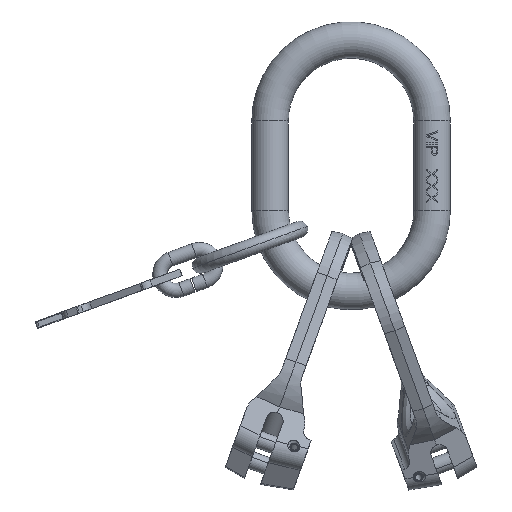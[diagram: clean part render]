
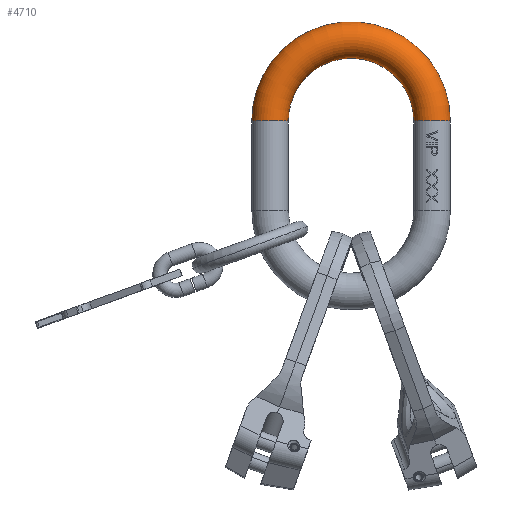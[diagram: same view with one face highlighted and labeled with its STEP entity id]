
A CAD part, top view. The second image highlights one B-rep face of the part: STEP entity #4710.
In plain terms, the highlighted toroidal (fillet/blend) face has major radius 22.6 mm and minor radius 5.1 mm.
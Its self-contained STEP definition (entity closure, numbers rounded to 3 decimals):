
#5=CARTESIAN_POINT('',(22.6,12.5,0.));
#6=DIRECTION('',(0.,1.,0.));
#7=DIRECTION('',(-1.,0.,0.));
#8=AXIS2_PLACEMENT_3D('',#5,#6,#7);
#10=CARTESIAN_POINT('',(17.5,12.5,0.));
#11=CARTESIAN_POINT('',(17.5,13.578,0.));
#12=CARTESIAN_POINT('',(17.3,15.734,0.));
#13=CARTESIAN_POINT('',(16.411,18.858,0.));
#14=CARTESIAN_POINT('',(14.964,21.765,0.));
#15=CARTESIAN_POINT('',(13.006,24.357,0.));
#16=CARTESIAN_POINT('',(10.606,26.545,0.));
#17=CARTESIAN_POINT('',(7.845,28.255,0.));
#18=CARTESIAN_POINT('',(4.816,29.428,0.));
#19=CARTESIAN_POINT('',(1.624,30.025,0.));
#20=CARTESIAN_POINT('',(-1.624,30.025,0.));
#21=CARTESIAN_POINT('',(-4.816,29.428,0.));
#22=CARTESIAN_POINT('',(-7.845,28.255,0.));
#23=CARTESIAN_POINT('',(-10.606,26.545,0.));
#24=CARTESIAN_POINT('',(-13.006,24.357,0.));
#25=CARTESIAN_POINT('',(-14.964,21.765,0.));
#26=CARTESIAN_POINT('',(-16.411,18.858,0.));
#27=CARTESIAN_POINT('',(-17.3,15.734,0.));
#28=CARTESIAN_POINT('',(-17.5,13.578,0.));
#29=CARTESIAN_POINT('',(-17.5,12.5,0.));
#31=CARTESIAN_POINT('',(-22.6,12.5,0.));
#32=DIRECTION('',(0.,-1.,0.));
#33=DIRECTION('',(1.,0.,0.));
#34=AXIS2_PLACEMENT_3D('',#31,#32,#33);
#175=CARTESIAN_POINT('',(27.7,12.5,0.));
#176=CARTESIAN_POINT('',(27.7,14.027,0.));
#177=CARTESIAN_POINT('',(27.447,17.08,0.));
#178=CARTESIAN_POINT('',(26.319,21.535,0.));
#179=CARTESIAN_POINT('',(24.473,25.744,0.));
#180=CARTESIAN_POINT('',(21.959,29.591,0.));
#181=CARTESIAN_POINT('',(18.846,32.973,0.));
#182=CARTESIAN_POINT('',(15.22,35.795,0.));
#183=CARTESIAN_POINT('',(11.178,37.983,0.));
#184=CARTESIAN_POINT('',(6.831,39.475,0.));
#185=CARTESIAN_POINT('',(2.298,40.231,0.));
#186=CARTESIAN_POINT('',(-2.298,40.231,0.));
#187=CARTESIAN_POINT('',(-6.831,39.475,0.));
#188=CARTESIAN_POINT('',(-11.178,37.983,0.));
#189=CARTESIAN_POINT('',(-15.22,35.795,0.));
#190=CARTESIAN_POINT('',(-18.846,32.973,0.));
#191=CARTESIAN_POINT('',(-21.959,29.591,0.));
#192=CARTESIAN_POINT('',(-24.473,25.744,0.));
#193=CARTESIAN_POINT('',(-26.319,21.535,0.));
#194=CARTESIAN_POINT('',(-27.447,17.08,0.));
#195=CARTESIAN_POINT('',(-27.7,14.027,0.));
#196=CARTESIAN_POINT('',(-27.7,12.5,0.));
#3872=CARTESIAN_POINT('',(-17.5,12.5,0.));
#3873=CARTESIAN_POINT('',(-27.7,12.5,0.));
#3874=VERTEX_POINT('',#3872);
#3875=VERTEX_POINT('',#3873);
#3884=CARTESIAN_POINT('',(17.5,12.5,0.));
#3885=CARTESIAN_POINT('',(27.7,12.5,0.));
#3886=VERTEX_POINT('',#3884);
#3887=VERTEX_POINT('',#3885);
#4696=CARTESIAN_POINT('',(0.,12.5,0.));
#4697=DIRECTION('',(0.,0.,1.));
#4698=DIRECTION('',(-1.,0.,0.));
#4699=AXIS2_PLACEMENT_3D('',#4696,#4697,#4698);
#4700=TOROIDAL_SURFACE('',#4699,22.6,5.1);
#4702=ORIENTED_EDGE('',*,*,#4701,.F.);
#4704=ORIENTED_EDGE('',*,*,#4703,.T.);
#4705=ORIENTED_EDGE('',*,*,#4685,.T.);
#4707=ORIENTED_EDGE('',*,*,#4706,.F.);
#4708=EDGE_LOOP('',(#4702,#4704,#4705,#4707));
#4709=FACE_OUTER_BOUND('',#4708,.F.);
#4710=ADVANCED_FACE('',(#4709),#4700,.T.);
#9=CIRCLE('',#8,5.1);
#30=B_SPLINE_CURVE_WITH_KNOTS('',3,(#10,#11,#12,#13,#14,#15,#16,#17,#18,#19,#20,
#21,#22,#23,#24,#25,#26,#27,#28,#29),.UNSPECIFIED.,.F.,.F.,(4,1,1,1,1,1,1,1,1,1,
1,1,1,1,1,1,1,4),(0.,0.059,0.118,0.176,
0.235,0.294,0.353,0.412,
0.471,0.529,0.588,0.647,
0.706,0.765,0.824,0.882,
0.941,1.),.UNSPECIFIED.);
#35=CIRCLE('',#34,5.1);
#197=B_SPLINE_CURVE_WITH_KNOTS('',3,(#175,#176,#177,#178,#179,#180,#181,#182,
#183,#184,#185,#186,#187,#188,#189,#190,#191,#192,#193,#194,#195,#196),
.UNSPECIFIED.,.F.,.F.,(4,1,1,1,1,1,1,1,1,1,1,1,1,1,1,1,1,1,1,4),(0.,
0.053,0.105,0.158,0.211,
0.263,0.316,0.368,0.421,
0.474,0.526,0.579,0.632,
0.684,0.737,0.789,0.842,
0.895,0.947,1.),.UNSPECIFIED.);
#4685=EDGE_CURVE('',#3874,#3875,#35,.T.);
#4701=EDGE_CURVE('',#3886,#3887,#9,.T.);
#4703=EDGE_CURVE('',#3886,#3874,#30,.T.);
#4706=EDGE_CURVE('',#3887,#3875,#197,.T.);
